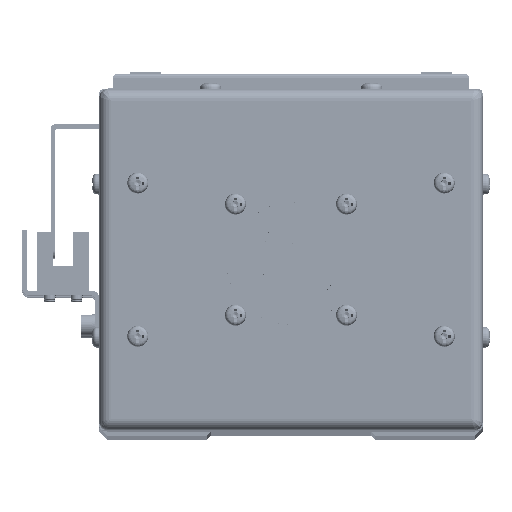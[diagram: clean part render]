
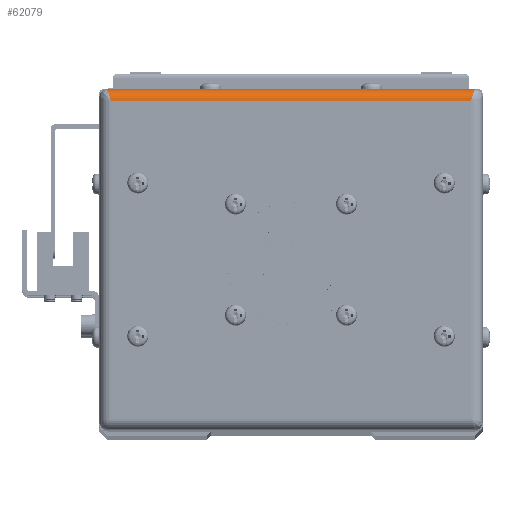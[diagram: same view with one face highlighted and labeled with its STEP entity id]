
A CAD part, top view. The second image highlights one B-rep face of the part: STEP entity #62079.
In plain terms, the highlighted cylindrical face has radius 3 mm (diameter 6 mm), a partial arc.
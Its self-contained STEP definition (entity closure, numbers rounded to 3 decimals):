
#1811 = CARTESIAN_POINT ( 'NONE',  ( 47.586, 43.257, 2.5 ) ) ;
#13680 = DIRECTION ( 'NONE',  ( -1., 0., 0. ) ) ;
#14603 = ORIENTED_EDGE ( 'NONE', *, *, #110879, .T. ) ;
#18794 = CARTESIAN_POINT ( 'NONE',  ( -47., 41.5, 2.5 ) ) ;
#21206 = LINE ( 'NONE', #44560, #81137 ) ;
#28940 = CARTESIAN_POINT ( 'NONE',  ( 47., 41.5, 2.5 ) ) ;
#30962 =( BOUNDED_CURVE ( )  B_SPLINE_CURVE ( 3, ( #82298, #108768, #1811, #28940 ),
 .UNSPECIFIED., .F., .F. ) 
 B_SPLINE_CURVE_WITH_KNOTS ( ( 4, 4 ),
 ( 0., 1.571 ),
 .UNSPECIFIED. ) 
 CURVE ( )  GEOMETRIC_REPRESENTATION_ITEM ( )  RATIONAL_B_SPLINE_CURVE ( ( 1., 0.805, 0.805, 1. ) ) 
 REPRESENTATION_ITEM ( '' )  );
#31276 = FACE_OUTER_BOUND ( 'NONE', #78236, .T. ) ;
#32278 =( BOUNDED_CURVE ( )  B_SPLINE_CURVE ( 3, ( #107454, #45188, #89925, #36611 ),
 .UNSPECIFIED., .F., .T. ) 
 B_SPLINE_CURVE_WITH_KNOTS ( ( 4, 4 ),
 ( 0., 1.571 ),
 .UNSPECIFIED. ) 
 CURVE ( )  GEOMETRIC_REPRESENTATION_ITEM ( )  RATIONAL_B_SPLINE_CURVE ( ( 1., 0.805, 0.805, 1. ) ) 
 REPRESENTATION_ITEM ( '' )  );
#32307 = CARTESIAN_POINT ( 'NONE',  ( -48., 41.5, -0.5 ) ) ;
#35597 = DIRECTION ( 'NONE',  ( 1., 0., 0. ) ) ;
#36611 = CARTESIAN_POINT ( 'NONE',  ( -47., 41.5, 2.5 ) ) ;
#40661 = CARTESIAN_POINT ( 'NONE',  ( -48., 41.5, 2.5 ) ) ;
#41315 = DIRECTION ( 'NONE',  ( 1., 0., 0. ) ) ;
#44560 = CARTESIAN_POINT ( 'NONE',  ( 48., 44.5, -0.5 ) ) ;
#44566 = CARTESIAN_POINT ( 'NONE',  ( 48., 44.5, -0.5 ) ) ;
#45188 = CARTESIAN_POINT ( 'NONE',  ( -48., 44.5, 1.257 ) ) ;
#46816 = EDGE_CURVE ( 'NONE', #52636, #106925, #21206, .T. ) ;
#52636 = VERTEX_POINT ( 'NONE', #95171 ) ;
#55088 = ORIENTED_EDGE ( 'NONE', *, *, #61106, .F. ) ;
#61106 = EDGE_CURVE ( 'NONE', #103423, #85271, #63444, .T. ) ;
#62079 = ADVANCED_FACE ( 'NONE', ( #31276 ), #91181, .T. ) ;
#63444 = LINE ( 'NONE', #40661, #108041 ) ;
#74700 = AXIS2_PLACEMENT_3D ( 'NONE', #32307, #41315, #76690 ) ;
#76690 = DIRECTION ( 'NONE',  ( 0., 0., -1. ) ) ;
#78236 = EDGE_LOOP ( 'NONE', ( #14603, #55088, #89888, #105348 ) ) ;
#81012 = EDGE_CURVE ( 'NONE', #106925, #103423, #30962, .T. ) ;
#81137 = VECTOR ( 'NONE', #35597, 1000. ) ;
#82298 = CARTESIAN_POINT ( 'NONE',  ( 48., 44.5, -0.5 ) ) ;
#85271 = VERTEX_POINT ( 'NONE', #18794 ) ;
#89888 = ORIENTED_EDGE ( 'NONE', *, *, #81012, .F. ) ;
#89925 = CARTESIAN_POINT ( 'NONE',  ( -47.586, 43.257, 2.5 ) ) ;
#91181 = CYLINDRICAL_SURFACE ( 'NONE', #74700, 3. ) ;
#95171 = CARTESIAN_POINT ( 'NONE',  ( -48., 44.5, -0.5 ) ) ;
#103423 = VERTEX_POINT ( 'NONE', #114513 ) ;
#105348 = ORIENTED_EDGE ( 'NONE', *, *, #46816, .F. ) ;
#106925 = VERTEX_POINT ( 'NONE', #44566 ) ;
#107454 = CARTESIAN_POINT ( 'NONE',  ( -48., 44.5, -0.5 ) ) ;
#108041 = VECTOR ( 'NONE', #13680, 1000. ) ;
#108768 = CARTESIAN_POINT ( 'NONE',  ( 48., 44.5, 1.257 ) ) ;
#110879 = EDGE_CURVE ( 'NONE', #52636, #85271, #32278, .T. ) ;
#114513 = CARTESIAN_POINT ( 'NONE',  ( 47., 41.5, 2.5 ) ) ;
